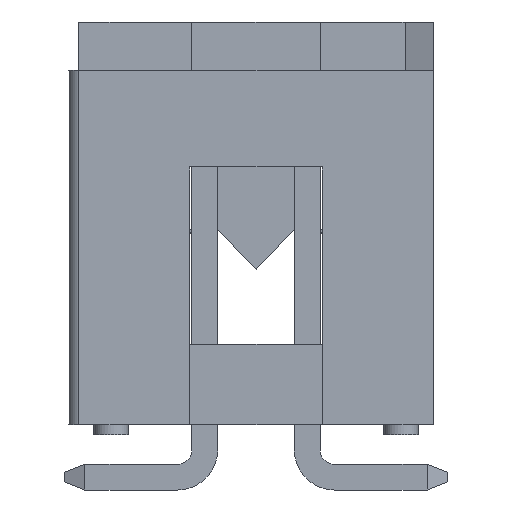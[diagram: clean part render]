
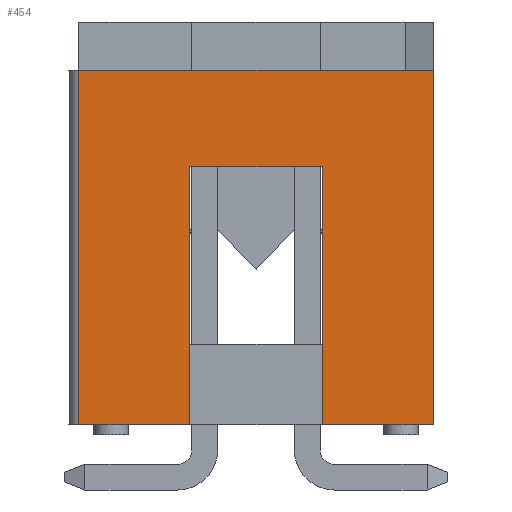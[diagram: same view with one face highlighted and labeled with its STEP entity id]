
A CAD part, left-side view. The second image highlights one B-rep face of the part: STEP entity #454.
In plain terms, the highlighted planar face has unit normal (-1, 0, 0).
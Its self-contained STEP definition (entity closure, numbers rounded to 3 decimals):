
#454 = ADVANCED_FACE( '', ( #999 ), #1000, .T. );
#999 = FACE_OUTER_BOUND( '', #1741, .T. );
#1000 = PLANE( '', #1742 );
#1741 = EDGE_LOOP( '', ( #2498, #2499, #2500, #2501, #2502, #2503, #2504, #2505 ) );
#1742 = AXIS2_PLACEMENT_3D( '', #2506, #2507, #2508 );
#2498 = ORIENTED_EDGE( '', *, *, #4546, .T. );
#2499 = ORIENTED_EDGE( '', *, *, #4547, .T. );
#2500 = ORIENTED_EDGE( '', *, *, #4548, .F. );
#2501 = ORIENTED_EDGE( '', *, *, #4549, .T. );
#2502 = ORIENTED_EDGE( '', *, *, #4550, .T. );
#2503 = ORIENTED_EDGE( '', *, *, #4551, .F. );
#2504 = ORIENTED_EDGE( '', *, *, #4552, .F. );
#2505 = ORIENTED_EDGE( '', *, *, #4553, .F. );
#2506 = CARTESIAN_POINT( '', ( -13.99, -4.4, -4.4 ) );
#2507 = DIRECTION( '', ( -1., 0., 0. ) );
#2508 = DIRECTION( '', ( 0., 0., 1. ) );
#4546 = EDGE_CURVE( '', #5370, #5371, #5372, .T. );
#4547 = EDGE_CURVE( '', #5371, #5373, #5374, .T. );
#4548 = EDGE_CURVE( '', #5375, #5373, #5376, .T. );
#4549 = EDGE_CURVE( '', #5375, #5377, #5378, .T. );
#4550 = EDGE_CURVE( '', #5377, #5379, #5380, .T. );
#4551 = EDGE_CURVE( '', #5381, #5379, #5382, .T. );
#4552 = EDGE_CURVE( '', #5383, #5381, #5384, .T. );
#4553 = EDGE_CURVE( '', #5370, #5383, #5385, .T. );
#5370 = VERTEX_POINT( '', #6550 );
#5371 = VERTEX_POINT( '', #6551 );
#5372 = LINE( '', #6552, #6553 );
#5373 = VERTEX_POINT( '', #6554 );
#5374 = LINE( '', #6555, #6556 );
#5375 = VERTEX_POINT( '', #6557 );
#5376 = LINE( '', #6558, #6559 );
#5377 = VERTEX_POINT( '', #6560 );
#5378 = LINE( '', #6561, #6562 );
#5379 = VERTEX_POINT( '', #6563 );
#5380 = LINE( '', #6564, #6565 );
#5381 = VERTEX_POINT( '', #6566 );
#5382 = LINE( '', #6567, #6568 );
#5383 = VERTEX_POINT( '', #6569 );
#5384 = LINE( '', #6570, #6571 );
#5385 = LINE( '', #6572, #6573 );
#6550 = CARTESIAN_POINT( '', ( -13.99, 1.65, 2. ) );
#6551 = CARTESIAN_POINT( '', ( -13.99, -1.65, 2. ) );
#6552 = CARTESIAN_POINT( '', ( -13.99, 1.65, 2. ) );
#6553 = VECTOR( '', #8212, 1000. );
#6554 = CARTESIAN_POINT( '', ( -13.99, -1.65, -4.4 ) );
#6555 = CARTESIAN_POINT( '', ( -13.99, -1.65, 2. ) );
#6556 = VECTOR( '', #8213, 1000. );
#6557 = CARTESIAN_POINT( '', ( -13.99, -4.4, -4.4 ) );
#6558 = CARTESIAN_POINT( '', ( -13.99, -4.4, -4.4 ) );
#6559 = VECTOR( '', #8214, 1000. );
#6560 = CARTESIAN_POINT( '', ( -13.99, -4.4, 4.4 ) );
#6561 = CARTESIAN_POINT( '', ( -13.99, -4.4, -4.4 ) );
#6562 = VECTOR( '', #8215, 1000. );
#6563 = CARTESIAN_POINT( '', ( -13.99, 4.4, 4.4 ) );
#6564 = CARTESIAN_POINT( '', ( -13.99, -4.4, 4.4 ) );
#6565 = VECTOR( '', #8216, 1000. );
#6566 = CARTESIAN_POINT( '', ( -13.99, 4.4, -4.4 ) );
#6567 = CARTESIAN_POINT( '', ( -13.99, 4.4, -4.4 ) );
#6568 = VECTOR( '', #8217, 1000. );
#6569 = CARTESIAN_POINT( '', ( -13.99, 1.65, -4.4 ) );
#6570 = CARTESIAN_POINT( '', ( -13.99, -4.4, -4.4 ) );
#6571 = VECTOR( '', #8218, 1000. );
#6572 = CARTESIAN_POINT( '', ( -13.99, 1.65, 2. ) );
#6573 = VECTOR( '', #8219, 1000. );
#8212 = DIRECTION( '', ( 0., -1., 0. ) );
#8213 = DIRECTION( '', ( 0., 0., -1. ) );
#8214 = DIRECTION( '', ( 0., 1., 0. ) );
#8215 = DIRECTION( '', ( 0., 0., 1. ) );
#8216 = DIRECTION( '', ( 0., 1., 0. ) );
#8217 = DIRECTION( '', ( 0., 0., 1. ) );
#8218 = DIRECTION( '', ( 0., 1., 0. ) );
#8219 = DIRECTION( '', ( 0., 0., -1. ) );
